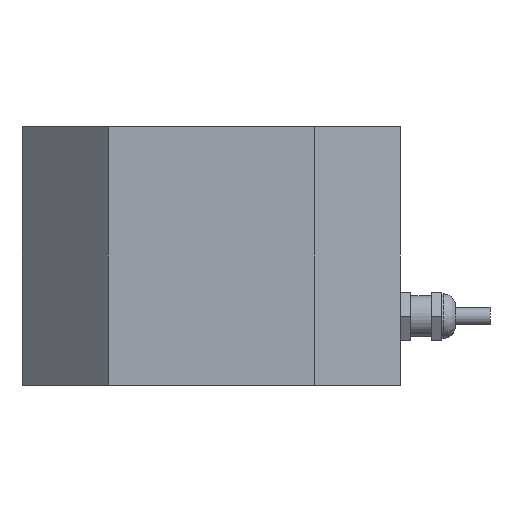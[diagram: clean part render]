
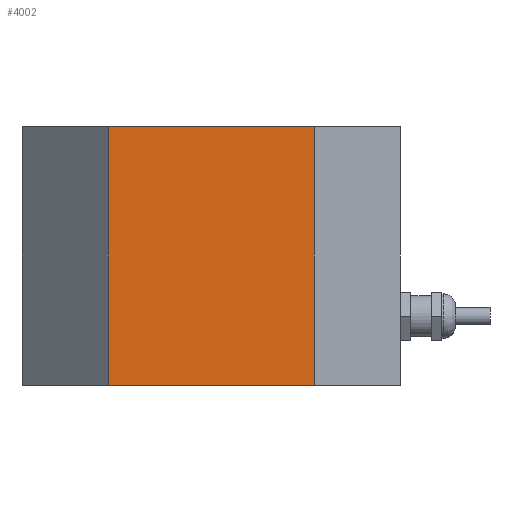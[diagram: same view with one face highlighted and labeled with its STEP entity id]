
A CAD part, front view. The second image highlights one B-rep face of the part: STEP entity #4002.
In plain terms, the highlighted planar face has unit normal (0, -1, 0).
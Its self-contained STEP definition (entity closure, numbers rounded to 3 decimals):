
#373=PLANE('',#4321);
#603=FACE_OUTER_BOUND('',#846,.T.);
#846=EDGE_LOOP('',(#3546,#3547,#3548,#3549));
#1075=LINE('',#18831,#1323);
#1079=LINE('',#18841,#1327);
#1099=LINE('',#18887,#1347);
#1100=LINE('',#18889,#1348);
#1323=VECTOR('',#5094,10.);
#1327=VECTOR('',#5104,10.);
#1347=VECTOR('',#5134,10.);
#1348=VECTOR('',#5137,10.);
#1803=VERTEX_POINT('',#18785);
#1825=VERTEX_POINT('',#18829);
#1826=VERTEX_POINT('',#18837);
#1828=VERTEX_POINT('',#18840);
#2401=EDGE_CURVE('',#1825,#1803,#1075,.T.);
#2405=EDGE_CURVE('',#1826,#1828,#1079,.T.);
#2429=EDGE_CURVE('',#1803,#1826,#1099,.T.);
#2430=EDGE_CURVE('',#1828,#1825,#1100,.T.);
#3546=ORIENTED_EDGE('',*,*,#2429,.F.);
#3547=ORIENTED_EDGE('',*,*,#2401,.F.);
#3548=ORIENTED_EDGE('',*,*,#2430,.F.);
#3549=ORIENTED_EDGE('',*,*,#2405,.F.);
#4002=ADVANCED_FACE('',(#603),#373,.T.);
#4321=AXIS2_PLACEMENT_3D('',#18888,#5135,#5136);
#5094=DIRECTION('',(-1.,0.,0.));
#5104=DIRECTION('',(1.,0.,0.));
#5134=DIRECTION('',(0.,0.,1.));
#5135=DIRECTION('center_axis',(0.,-1.,0.));
#5136=DIRECTION('ref_axis',(1.,0.,0.));
#5137=DIRECTION('',(0.,0.,-1.));
#18785=CARTESIAN_POINT('',(-30.,-195.,-37.5));
#18829=CARTESIAN_POINT('',(30.,-195.,-37.5));
#18831=CARTESIAN_POINT('',(55.,-195.,-37.5));
#18837=CARTESIAN_POINT('',(-30.,-195.,37.5));
#18840=CARTESIAN_POINT('',(30.,-195.,37.5));
#18841=CARTESIAN_POINT('',(55.,-195.,37.5));
#18887=CARTESIAN_POINT('',(-30.,-195.,0.));
#18888=CARTESIAN_POINT('Origin',(-55.,-195.,0.));
#18889=CARTESIAN_POINT('',(30.,-195.,0.));
